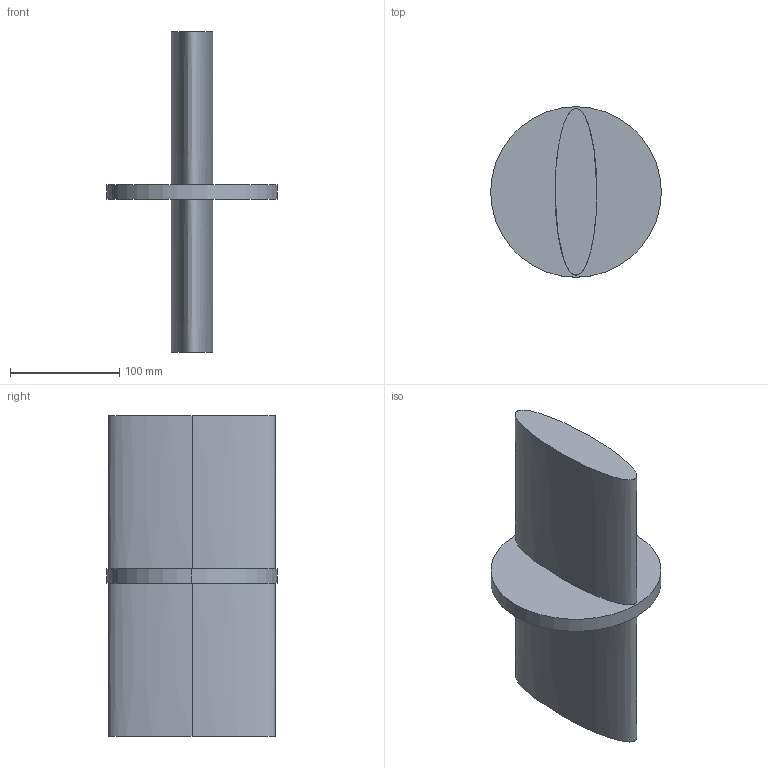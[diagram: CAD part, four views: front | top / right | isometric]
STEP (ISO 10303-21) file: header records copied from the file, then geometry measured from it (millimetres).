
FILE_DESCRIPTION(('STEP AP214'),'1');
FILE_NAME('SPS_trans_QF_B2_new.stp','2025-10-15T15:30:05',('cantuono'),(' '),'Spatial InterOp 3D','CST ACIS InterOp Converter 2021',' ');
FILE_SCHEMA(('AUTOMOTIVE_DESIGN { 1 0 10303 214 1 1 1 1 }'));
Length unit declared in the file: millimetre
Products named in the file (1): component1|solid7
Bounding box: 156 x 156 x 293.5 mm (x, y, z)
Volume: 1538399.9 mm3; surface area: 154486.9 mm2
Topology: 3 solids, 3 shells, 12 faces, 18 edges, 12 vertices
Faces by surface type: plane 6, bspline 4, cylinder 2
Entity records: 869 total; most frequent: CARTESIAN_POINT 607, DIRECTION 50, ORIENTED_EDGE 36, AXIS2_PLACEMENT_3D 23, EDGE_CURVE 18, ADVANCED_FACE 12, FACE_OUTER_BOUND 12, EDGE_LOOP 12
